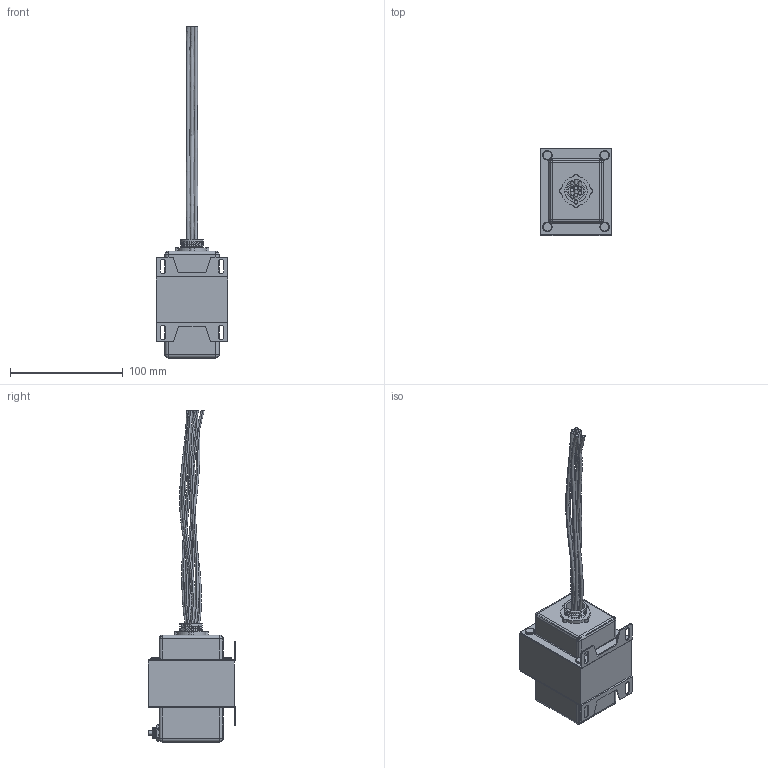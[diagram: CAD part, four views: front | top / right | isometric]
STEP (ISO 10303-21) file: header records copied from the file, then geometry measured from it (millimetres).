
FILE_DESCRIPTION (( 'STEP AP214' ), '1' );
FILE_NAME ('CCT1-75-RMCS-C.STEP', '2024-05-28T04:39:09', ( '' ), ( '' ), 'SwSTEP 2.0', 'SolidWorks 2022', '' );
FILE_SCHEMA (( 'AUTOMOTIVE_DESIGN' ));
Length unit declared in the file: inch
Products named in the file (1): CCT1-75-RMCS-C
Bounding box: 63.5 x 77.72 x 294.6 mm (x, y, z)
Volume: 187918.1 mm3; surface area: 92488.1 mm2
Topology: 19 solids, 19 shells, 417 faces, 968 edges, 582 vertices
Faces by surface type: cylinder 186, plane 116, bspline 45, torus 32, cone 26, sphere 12
Entity records: 23942 total; most frequent: CARTESIAN_POINT 9210, ORIENTED_EDGE 1888, DIRECTION 1864, EDGE_CURVE 944, AXIS2_PLACEMENT_3D 743, VERTEX_POINT 582, EDGE_LOOP 480, UNCERTAINTY_MEASURE_WITH_UNIT 438
